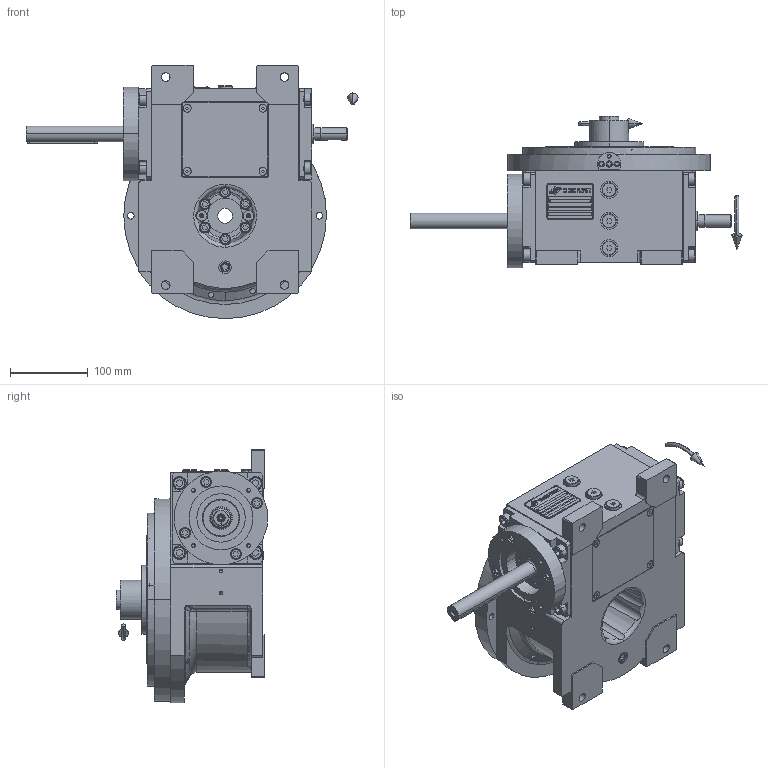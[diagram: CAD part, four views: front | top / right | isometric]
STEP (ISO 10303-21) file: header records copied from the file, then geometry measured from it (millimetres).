
FILE_DESCRIPTION (( 'STEP AP203' ), '1' );
FILE_NAME ('PC5200433.step', '2024-07-05T15:34:47', ( '' ), ( '' ), 'SwSTEP 2.0', 'SolidWorks 2020', '' );
FILE_SCHEMA (( 'CONFIG_CONTROL_DESIGN' ));
Length unit declared in the file: millimetre
Products named in the file (84): RIG06_005_S_002_ASM.stp; cfn2003_01_054; cfn2128_04_004; cfn2000_01_126; cfn2115_02_068; rig06_005_n_02; cfn2155_01_056; AS_rig06_004_s_005; cfn2104_01_016; rig06_016; cfn2151_01_290; cfn2107_01_001; CFN2000_01_185.stp; CFN2356_03_047.stp; CFN2223_01-570X6-B.stp; cfn2155_01_303; cfn2000_01_103; cfn2000_01_124; rig06_004_s_004; AS_rig06_004; RIG06_021_AF1.stp; rig06_071_16_m_n_03_asm.stp; cfn2151_01_090; cfn2077_01_018; rig06_004; olio_agip_blasia_150; rig06_007_master; rig06_004_s_005; AS_900_38_30_003; cfn2128_19_002; CFN2104_02_017.stp; freccia_angolare; cfn2476_01_002_60x46; rig06_014; cfn2070_05_005; AS_rig06_002_s_004; cfn2000_01_161; AS_rig06_004_s_004; AS_rig06_014; rig06_003_16 ...
Assembly tree (79 placements, depth 5):
  cfn2151_01_290
  CFN2356_03_047.stp
  CFN2223_01-570X6-B.stp
  cfn2151_01_090
  cfn2077_01_018
Bounding box: 426 x 194.5 x 325 mm (x, y, z)
Volume: 2858505.2 mm3; surface area: 840444.4 mm2
Topology: 69 solids, 69 shells, 2180 faces, 5381 edges, 3445 vertices
Faces by surface type: plane 1074, cylinder 722, cone 352, torus 20, bspline 6, sphere 6
Entity records: 72775 total; most frequent: CARTESIAN_POINT 15613, DIRECTION 10235, ORIENTED_EDGE 9754, EDGE_CURVE 4877, AXIS2_PLACEMENT_3D 3575, VERTEX_POINT 3180, LINE 3085, VECTOR 3085
